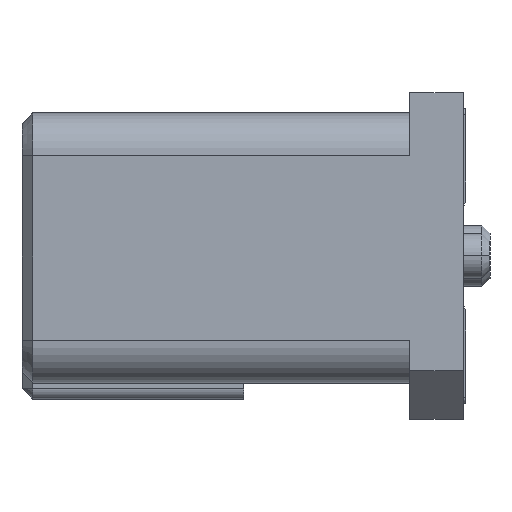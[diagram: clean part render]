
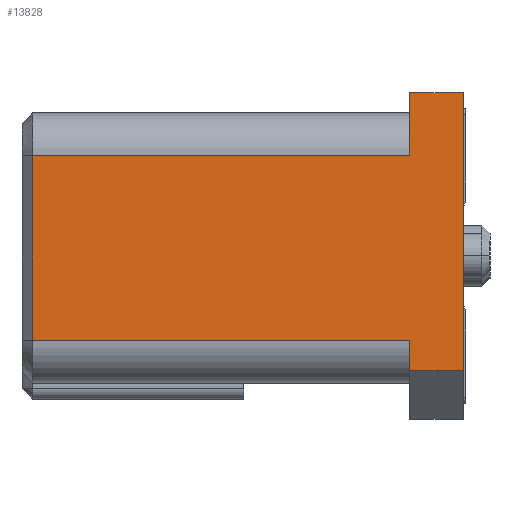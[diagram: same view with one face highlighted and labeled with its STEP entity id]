
A CAD part, left-side view. The second image highlights one B-rep face of the part: STEP entity #13828.
In plain terms, the highlighted planar face has unit normal (-1, 0, 0).
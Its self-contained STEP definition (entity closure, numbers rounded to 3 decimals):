
#359=DIRECTION('',(0.,-1.,0.));
#360=VECTOR('',#359,7.05);
#361=CARTESIAN_POINT('',(-17.9,8.05,-1.575));
#362=LINE('',#361,#360);
#367=DIRECTION('',(0.,0.,-1.));
#368=VECTOR('',#367,3.45);
#369=CARTESIAN_POINT('',(-17.9,8.05,1.875));
#370=LINE('',#369,#368);
#371=DIRECTION('',(0.,0.,-1.));
#372=VECTOR('',#371,1.175);
#373=CARTESIAN_POINT('',(-17.9,1.,3.05));
#374=LINE('',#373,#372);
#375=DIRECTION('',(0.,0.,1.));
#376=VECTOR('',#375,5.2);
#377=CARTESIAN_POINT('',(-17.9,0.,-2.15));
#378=LINE('',#377,#376);
#379=DIRECTION('',(0.,0.,-1.));
#380=VECTOR('',#379,0.575);
#381=CARTESIAN_POINT('',(-17.9,1.,-1.575));
#382=LINE('',#381,#380);
#387=DIRECTION('',(0.,1.,0.));
#388=VECTOR('',#387,7.05);
#389=CARTESIAN_POINT('',(-17.9,1.,1.875));
#390=LINE('',#389,#388);
#6739=DIRECTION('',(0.,1.,0.));
#6740=VECTOR('',#6739,1.);
#6741=CARTESIAN_POINT('',(-17.9,0.,-2.15));
#6742=LINE('',#6741,#6740);
#6761=DIRECTION('',(0.,-1.,0.));
#6762=VECTOR('',#6761,1.);
#6763=CARTESIAN_POINT('',(-17.9,1.,3.05));
#6764=LINE('',#6763,#6762);
#12068=CARTESIAN_POINT('',(-17.9,0.,-2.15));
#12070=VERTEX_POINT('',#12068);
#12075=CARTESIAN_POINT('',(-17.9,0.,3.05));
#12076=VERTEX_POINT('',#12075);
#12319=CARTESIAN_POINT('',(-17.9,8.05,
-1.575));
#12320=VERTEX_POINT('',#12319);
#12321=CARTESIAN_POINT('',(-17.9,8.05,
1.875));
#12322=VERTEX_POINT('',#12321);
#12333=CARTESIAN_POINT('',(-17.9,1.,3.05));
#12334=CARTESIAN_POINT('',(-17.9,1.,1.875));
#12335=VERTEX_POINT('',#12333);
#12336=VERTEX_POINT('',#12334);
#12342=CARTESIAN_POINT('',(-17.9,1.,-2.15));
#12344=VERTEX_POINT('',#12342);
#12345=CARTESIAN_POINT('',(-17.9,1.,-1.575));
#12346=VERTEX_POINT('',#12345);
#13807=CARTESIAN_POINT('',(-17.9,4.025,0.45));
#13808=DIRECTION('',(1.,0.,0.));
#13809=DIRECTION('',(0.,0.,1.));
#13810=AXIS2_PLACEMENT_3D('',#13807,#13808,#13809);
#13811=PLANE('',#13810);
#13812=ORIENTED_EDGE('',*,*,#13570,.F.);
#13814=ORIENTED_EDGE('',*,*,#13813,.F.);
#13816=ORIENTED_EDGE('',*,*,#13815,.F.);
#13818=ORIENTED_EDGE('',*,*,#13817,.T.);
#13820=ORIENTED_EDGE('',*,*,#13819,.F.);
#13822=ORIENTED_EDGE('',*,*,#13821,.T.);
#13824=ORIENTED_EDGE('',*,*,#13823,.F.);
#13825=ORIENTED_EDGE('',*,*,#13799,.F.);
#13826=EDGE_LOOP('',(#13812,#13814,#13816,#13818,#13820,#13822,#13824,#13825));
#13827=FACE_OUTER_BOUND('',#13826,.F.);
#13570=EDGE_CURVE('',#12322,#12320,#370,.T.);
#13799=EDGE_CURVE('',#12320,#12346,#362,.T.);
#13813=EDGE_CURVE('',#12336,#12322,#390,.T.);
#13815=EDGE_CURVE('',#12335,#12336,#374,.T.);
#13817=EDGE_CURVE('',#12335,#12076,#6764,.T.);
#13819=EDGE_CURVE('',#12070,#12076,#378,.T.);
#13821=EDGE_CURVE('',#12070,#12344,#6742,.T.);
#13823=EDGE_CURVE('',#12346,#12344,#382,.T.);
#13828=ADVANCED_FACE('',(#13827),#13811,.F.);
